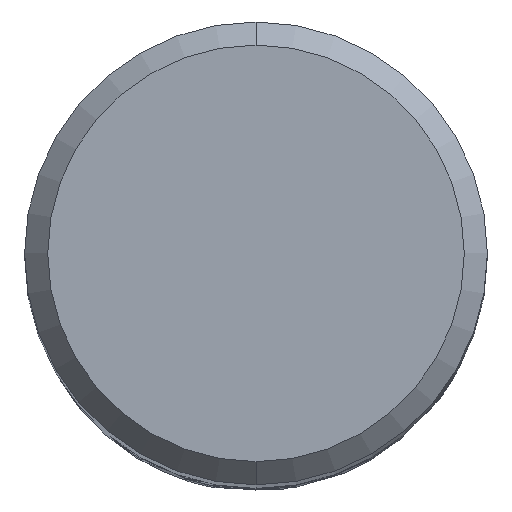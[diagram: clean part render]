
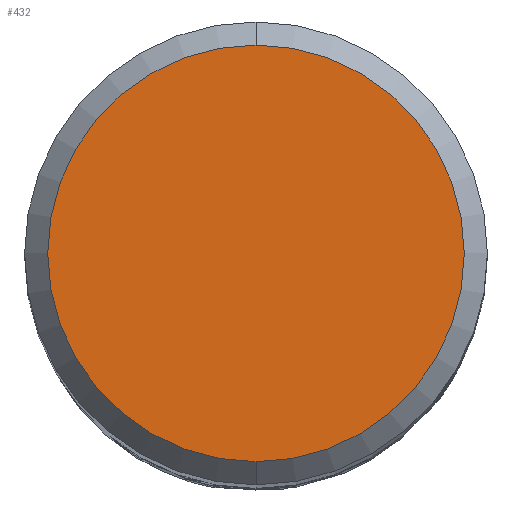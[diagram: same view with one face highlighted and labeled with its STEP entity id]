
A CAD part, top view. The second image highlights one B-rep face of the part: STEP entity #432.
In plain terms, the highlighted planar face has unit normal (0, 0, 1).
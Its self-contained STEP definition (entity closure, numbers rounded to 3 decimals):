
#432=ADVANCED_FACE('',(#1071),#1072,.T.);
#570=EDGE_CURVE('',#720,#772,#1225,.T.);
#582=EDGE_CURVE('',#772,#720,#1238,.T.);
#720=VERTEX_POINT('',#1385);
#772=VERTEX_POINT('',#1441);
#1071=FACE_OUTER_BOUND('',#2344,.T.);
#1072=PLANE('',#2345);
#1225=CIRCLE('',#5722,7.2);
#1238=CIRCLE('',#5782,7.2);
#1385=CARTESIAN_POINT('',(0.0,7.2,0.0));
#1441=CARTESIAN_POINT('',(0.,-7.2,0.0));
#2344=EDGE_LOOP('',(#10003,#10004));
#2345=AXIS2_PLACEMENT_3D('',#10005,#10006,#10007);
#5722=AXIS2_PLACEMENT_3D('',#10185,#10186,#10187);
#5782=AXIS2_PLACEMENT_3D('',#10216,#10217,#10218);
#10003=ORIENTED_EDGE('',*,*,#570,.F.);
#10004=ORIENTED_EDGE('',*,*,#582,.F.);
#10005=CARTESIAN_POINT('',(0.0,3.6,0.0));
#10006=DIRECTION('',(-0.0,0.0,1.0));
#10007=DIRECTION('',(0.0,-1.0,0.0));
#10185=CARTESIAN_POINT('',(0.0,0.0,0.0));
#10186=DIRECTION('',(0.0,0.0,-1.0));
#10187=DIRECTION('',(0.0,1.0,0.0));
#10216=CARTESIAN_POINT('',(0.0,0.0,0.0));
#10217=DIRECTION('',(0.0,0.0,-1.0));
#10218=DIRECTION('',(0.0,1.0,0.0));
